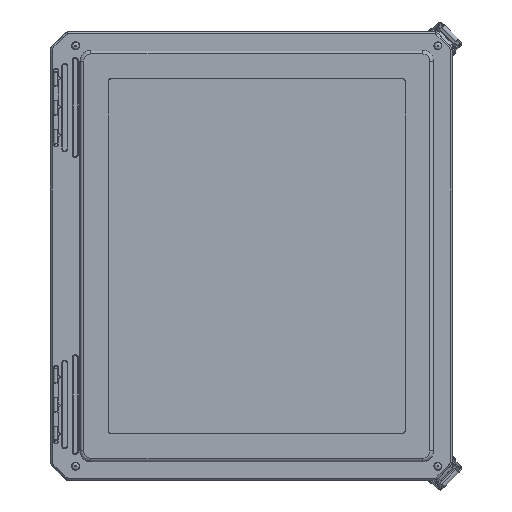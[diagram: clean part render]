
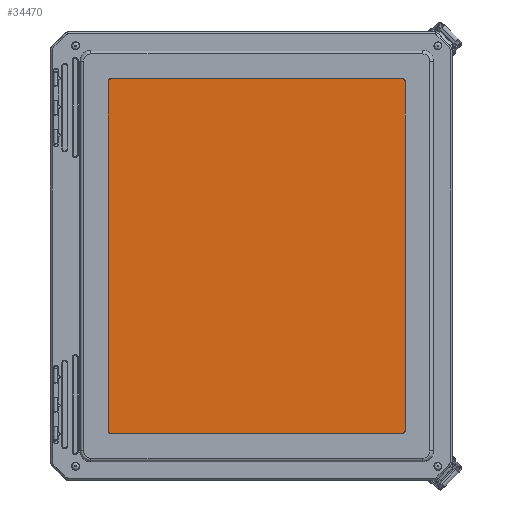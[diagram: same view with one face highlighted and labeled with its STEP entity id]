
A CAD part, top view. The second image highlights one B-rep face of the part: STEP entity #34470.
In plain terms, the highlighted face is planar.
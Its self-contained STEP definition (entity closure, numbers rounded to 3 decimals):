
#4807=LINE('',#79710,#7295);
#4811=LINE('',#79719,#7299);
#4814=LINE('',#79727,#7302);
#4817=LINE('',#79735,#7305);
#7295=VECTOR('',#48333,10.);
#7299=VECTOR('',#48343,12.);
#7302=VECTOR('',#48352,10.);
#7305=VECTOR('',#48361,12.);
#8160=PLANE('',#38495);
#10352=FACE_OUTER_BOUND('',#12578,.T.);
#12578=EDGE_LOOP('',(#31565,#31566,#31567,#31568,#31569,#31570,#31571,#31572));
#14070=CIRCLE('',#38485,0.115);
#14071=CIRCLE('',#38488,0.115);
#14072=CIRCLE('',#38491,0.115);
#14073=CIRCLE('',#38494,0.115);
#16990=VERTEX_POINT('',#79707);
#16991=VERTEX_POINT('',#79709);
#16992=VERTEX_POINT('',#79713);
#16993=VERTEX_POINT('',#79717);
#16994=VERTEX_POINT('',#79721);
#16995=VERTEX_POINT('',#79725);
#16996=VERTEX_POINT('',#79729);
#16997=VERTEX_POINT('',#79733);
#21891=EDGE_CURVE('',#16990,#16991,#4807,.T.);
#21894=EDGE_CURVE('',#16992,#16990,#14070,.T.);
#21896=EDGE_CURVE('',#16993,#16992,#4811,.T.);
#21898=EDGE_CURVE('',#16994,#16993,#14071,.T.);
#21900=EDGE_CURVE('',#16995,#16994,#4814,.T.);
#21902=EDGE_CURVE('',#16996,#16995,#14072,.T.);
#21904=EDGE_CURVE('',#16997,#16996,#4817,.T.);
#21905=EDGE_CURVE('',#16991,#16997,#14073,.T.);
#31565=ORIENTED_EDGE('',*,*,#21905,.F.);
#31566=ORIENTED_EDGE('',*,*,#21891,.F.);
#31567=ORIENTED_EDGE('',*,*,#21894,.F.);
#31568=ORIENTED_EDGE('',*,*,#21896,.F.);
#31569=ORIENTED_EDGE('',*,*,#21898,.F.);
#31570=ORIENTED_EDGE('',*,*,#21900,.F.);
#31571=ORIENTED_EDGE('',*,*,#21902,.F.);
#31572=ORIENTED_EDGE('',*,*,#21904,.F.);
#34470=ADVANCED_FACE('',(#10352),#8160,.F.);
#38485=AXIS2_PLACEMENT_3D('',#79715,#48338,#48339);
#38488=AXIS2_PLACEMENT_3D('',#79723,#48347,#48348);
#38491=AXIS2_PLACEMENT_3D('',#79731,#48356,#48357);
#38494=AXIS2_PLACEMENT_3D('',#79737,#48364,#48365);
#38495=AXIS2_PLACEMENT_3D('',#79738,#48366,#48367);
#48333=DIRECTION('',(-1.,0.,0.));
#48338=DIRECTION('center_axis',(0.,0.,1.));
#48339=DIRECTION('ref_axis',(1.,0.,0.));
#48343=DIRECTION('',(0.,1.,0.));
#48347=DIRECTION('center_axis',(0.,0.,1.));
#48348=DIRECTION('ref_axis',(0.,-1.,0.));
#48352=DIRECTION('',(1.,0.,0.));
#48356=DIRECTION('center_axis',(0.,0.,1.));
#48357=DIRECTION('ref_axis',(-1.,0.,0.));
#48361=DIRECTION('',(0.,-1.,0.));
#48364=DIRECTION('center_axis',(0.,0.,1.));
#48365=DIRECTION('ref_axis',(0.,1.,0.));
#48366=DIRECTION('center_axis',(0.,0.,1.));
#48367=DIRECTION('ref_axis',(1.,0.,0.));
#79707=CARTESIAN_POINT('',(5.,6.115,0.));
#79709=CARTESIAN_POINT('',(-5.,6.115,0.));
#79710=CARTESIAN_POINT('',(5.,6.115,0.));
#79713=CARTESIAN_POINT('',(5.115,6.,0.));
#79715=CARTESIAN_POINT('Origin',(5.,6.,0.));
#79717=CARTESIAN_POINT('',(5.115,-6.,0.));
#79719=CARTESIAN_POINT('',(5.115,-6.,0.));
#79721=CARTESIAN_POINT('',(5.,-6.115,0.));
#79723=CARTESIAN_POINT('Origin',(5.,-6.,0.));
#79725=CARTESIAN_POINT('',(-5.,-6.115,0.));
#79727=CARTESIAN_POINT('',(-5.,-6.115,0.));
#79729=CARTESIAN_POINT('',(-5.115,-6.,0.));
#79731=CARTESIAN_POINT('Origin',(-5.,-6.,0.));
#79733=CARTESIAN_POINT('',(-5.115,6.,0.));
#79735=CARTESIAN_POINT('',(-5.115,6.,0.));
#79737=CARTESIAN_POINT('Origin',(-5.,6.,0.));
#79738=CARTESIAN_POINT('Origin',(0.,0.,0.));
